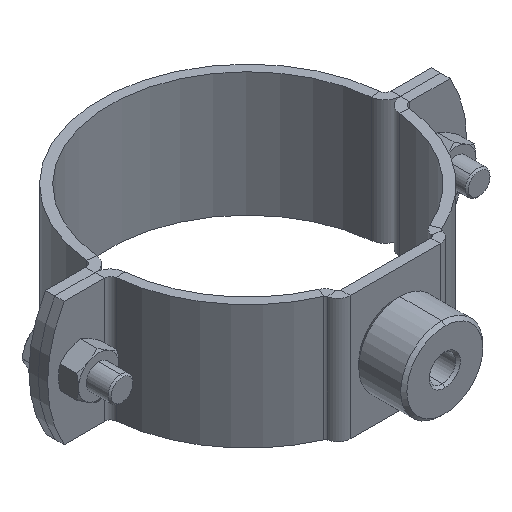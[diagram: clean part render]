
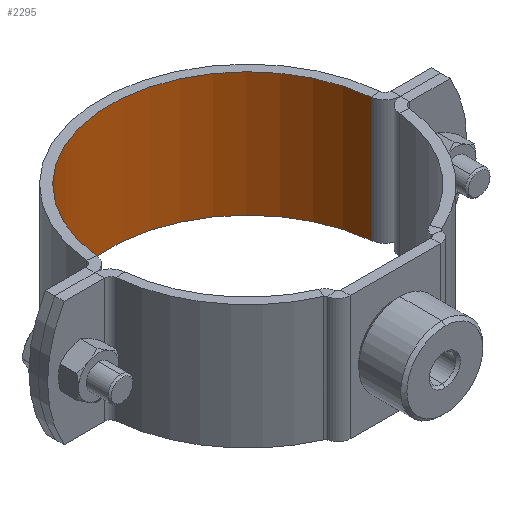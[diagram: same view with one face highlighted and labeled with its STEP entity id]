
A CAD part, isometric view. The second image highlights one B-rep face of the part: STEP entity #2295.
In plain terms, the highlighted cylindrical face has radius 44.45 mm (diameter 88.9 mm), a partial arc.
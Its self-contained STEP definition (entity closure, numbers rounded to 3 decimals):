
#107 = VERTEX_POINT ( 'NONE', #1580 ) ;
#152 = ORIENTED_EDGE ( 'NONE', *, *, #3639, .T. ) ;
#294 = CARTESIAN_POINT ( 'NONE',  ( 44.222, 4.494, 20. ) ) ;
#548 = FACE_OUTER_BOUND ( 'NONE', #2154, .T. ) ;
#633 = LINE ( 'NONE', #294, #1128 ) ;
#652 = EDGE_CURVE ( 'NONE', #1468, #107, #735, .T. ) ;
#735 = LINE ( 'NONE', #2070, #2995 ) ;
#899 = CYLINDRICAL_SURFACE ( 'NONE', #1696, 44.45 ) ;
#964 = DIRECTION ( 'NONE',  ( 0., 0., -1. ) ) ;
#1078 = AXIS2_PLACEMENT_3D ( 'NONE', #3724, #1306, #2706 ) ;
#1128 = VECTOR ( 'NONE', #2562, 1000. ) ;
#1153 = CARTESIAN_POINT ( 'NONE',  ( 44.222, 4.494, -20. ) ) ;
#1306 = DIRECTION ( 'NONE',  ( 0., 0., 1. ) ) ;
#1468 = VERTEX_POINT ( 'NONE', #1637 ) ;
#1487 = AXIS2_PLACEMENT_3D ( 'NONE', #2311, #3675, #3339 ) ;
#1580 = CARTESIAN_POINT ( 'NONE',  ( -44.222, 4.494, -20. ) ) ;
#1637 = CARTESIAN_POINT ( 'NONE',  ( -44.222, 4.494, 20. ) ) ;
#1696 = AXIS2_PLACEMENT_3D ( 'NONE', #3934, #964, #3671 ) ;
#1819 = VERTEX_POINT ( 'NONE', #1153 ) ;
#2036 = ORIENTED_EDGE ( 'NONE', *, *, #652, .T. ) ;
#2070 = CARTESIAN_POINT ( 'NONE',  ( -44.222, 4.494, 20. ) ) ;
#2154 = EDGE_LOOP ( 'NONE', ( #3623, #3887, #152, #2036 ) ) ;
#2295 = ADVANCED_FACE ( 'NONE', ( #548 ), #899, .F. ) ;
#2311 = CARTESIAN_POINT ( 'NONE',  ( 0., 0., 20. ) ) ;
#2347 = CIRCLE ( 'NONE', #1078, 44.45 ) ;
#2562 = DIRECTION ( 'NONE',  ( 0., 0., -1. ) ) ;
#2706 = DIRECTION ( 'NONE',  ( -1., 0., 0. ) ) ;
#2753 = DIRECTION ( 'NONE',  ( 0., 0., -1. ) ) ;
#2995 = VECTOR ( 'NONE', #2753, 1000. ) ;
#3127 = CARTESIAN_POINT ( 'NONE',  ( 44.222, 4.494, 20. ) ) ;
#3219 = EDGE_CURVE ( 'NONE', #1819, #107, #2347, .T. ) ;
#3339 = DIRECTION ( 'NONE',  ( -1., 0., 0. ) ) ;
#3623 = ORIENTED_EDGE ( 'NONE', *, *, #3219, .F. ) ;
#3639 = EDGE_CURVE ( 'NONE', #3782, #1468, #3697, .T. ) ;
#3671 = DIRECTION ( 'NONE',  ( 1., 0., 0. ) ) ;
#3675 = DIRECTION ( 'NONE',  ( 0., 0., 1. ) ) ;
#3697 = CIRCLE ( 'NONE', #1487, 44.45 ) ;
#3724 = CARTESIAN_POINT ( 'NONE',  ( 0., 0., -20. ) ) ;
#3782 = VERTEX_POINT ( 'NONE', #3127 ) ;
#3816 = EDGE_CURVE ( 'NONE', #3782, #1819, #633, .T. ) ;
#3887 = ORIENTED_EDGE ( 'NONE', *, *, #3816, .F. ) ;
#3934 = CARTESIAN_POINT ( 'NONE',  ( 0., 0., 20. ) ) ;
